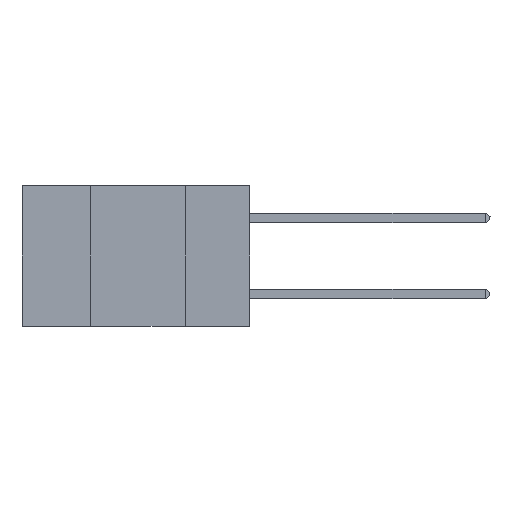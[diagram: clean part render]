
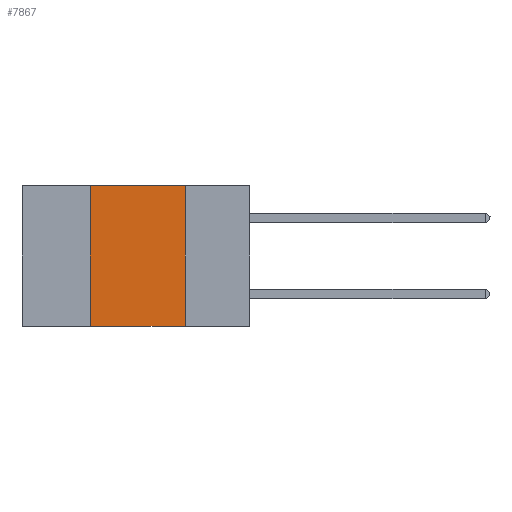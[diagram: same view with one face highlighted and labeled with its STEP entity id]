
A CAD part, left-side view. The second image highlights one B-rep face of the part: STEP entity #7867.
In plain terms, the highlighted planar face has unit normal (-1, 0, 0).
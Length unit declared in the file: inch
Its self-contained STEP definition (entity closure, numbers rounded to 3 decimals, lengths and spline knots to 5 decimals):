
#306 = ORIENTED_EDGE ( 'NONE', *, *, #11080, .F. ) ;
#700 = ORIENTED_EDGE ( 'NONE', *, *, #8574, .F. ) ;
#1425 = VERTEX_POINT ( 'NONE', #6045 ) ;
#2527 = CARTESIAN_POINT ( 'NONE',  ( 0., 0.6, 0. ) ) ;
#2814 = LINE ( 'NONE', #5990, #15593 ) ;
#3284 = DIRECTION ( 'NONE',  ( 0., -1., 0. ) ) ;
#3833 = PLANE ( 'NONE',  #6981 ) ;
#4314 = FACE_OUTER_BOUND ( 'NONE', #6661, .T. ) ;
#5663 = EDGE_CURVE ( 'NONE', #1425, #14390, #2814, .T. ) ;
#5828 = LINE ( 'NONE', #8861, #9131 ) ;
#5990 = CARTESIAN_POINT ( 'NONE',  ( 0., 0.6, 0. ) ) ;
#6045 = CARTESIAN_POINT ( 'NONE',  ( 0., 0.42, 0. ) ) ;
#6335 = DIRECTION ( 'NONE',  ( 0., 0., -1. ) ) ;
#6373 = DIRECTION ( 'NONE',  ( 0., 0., 1. ) ) ;
#6661 = EDGE_LOOP ( 'NONE', ( #306, #7015, #700, #13949 ) ) ;
#6931 = EDGE_CURVE ( 'NONE', #12199, #12295, #10541, .T. ) ;
#6981 = AXIS2_PLACEMENT_3D ( 'NONE', #2527, #13725, #6335 ) ;
#7015 = ORIENTED_EDGE ( 'NONE', *, *, #5663, .F. ) ;
#7264 = VECTOR ( 'NONE', #3284, 39.37008 ) ;
#7867 = ADVANCED_FACE ( 'NONE', ( #4314 ), #3833, .F. ) ;
#8277 = CARTESIAN_POINT ( 'NONE',  ( 0., 0.17, 0. ) ) ;
#8493 = DIRECTION ( 'NONE',  ( 0., -1., 0. ) ) ;
#8574 = EDGE_CURVE ( 'NONE', #12199, #1425, #5828, .T. ) ;
#8861 = CARTESIAN_POINT ( 'NONE',  ( 0., 0.42, 0. ) ) ;
#9131 = VECTOR ( 'NONE', #6373, 39.37008 ) ;
#9464 = VECTOR ( 'NONE', #10766, 39.37008 ) ;
#10541 = LINE ( 'NONE', #10677, #7264 ) ;
#10677 = CARTESIAN_POINT ( 'NONE',  ( 0., 0.6, -0.37 ) ) ;
#10766 = DIRECTION ( 'NONE',  ( 0., 0., -1. ) ) ;
#11080 = EDGE_CURVE ( 'NONE', #14390, #12295, #12743, .T. ) ;
#12199 = VERTEX_POINT ( 'NONE', #12780 ) ;
#12295 = VERTEX_POINT ( 'NONE', #12994 ) ;
#12743 = LINE ( 'NONE', #8277, #9464 ) ;
#12780 = CARTESIAN_POINT ( 'NONE',  ( 0., 0.42, -0.37 ) ) ;
#12994 = CARTESIAN_POINT ( 'NONE',  ( 0., 0.17, -0.37 ) ) ;
#13725 = DIRECTION ( 'NONE',  ( 1., 0., 0. ) ) ;
#13949 = ORIENTED_EDGE ( 'NONE', *, *, #6931, .T. ) ;
#14390 = VERTEX_POINT ( 'NONE', #15297 ) ;
#15297 = CARTESIAN_POINT ( 'NONE',  ( 0., 0.17, 0. ) ) ;
#15593 = VECTOR ( 'NONE', #8493, 39.37008 ) ;
